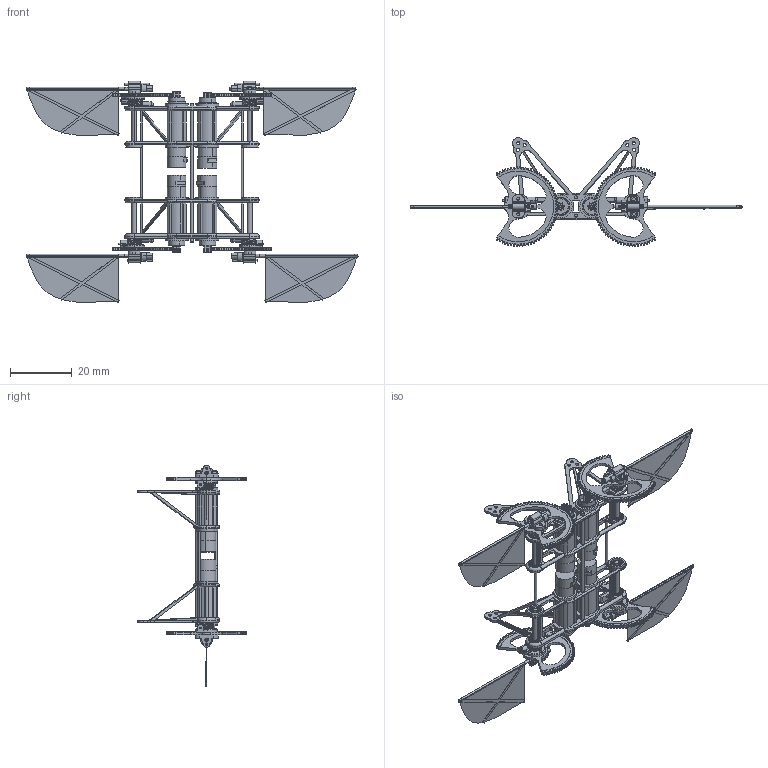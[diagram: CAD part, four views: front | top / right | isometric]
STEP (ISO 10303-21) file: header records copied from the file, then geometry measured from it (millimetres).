
FILE_DESCRIPTION (( 'STEP AP203' ), '1' );
FILE_NAME ('Finned_UniCore.STEP', '2024-12-29T04:05:27', ( '' ), ( '' ), 'SwSTEP 2.0', 'SolidWorks 2023', '' );
FILE_SCHEMA (( 'CONFIG_CONTROL_DESIGN' ));
Length unit declared in the file: millimetre
Products named in the file (21): 0.6mm carbon; finspring connector K137 (reversed); fin0.8mm carbon connection; finspringK137; finwing root connector; finhalf_frame; fin; finwing bar 0.9mm; finwing root; Finned_UniCore; fn-vein; finECX6; finstopper 5deg; fin1.5mm carbon shaft; fin0.3M 7T; findeep groove ball bearings gb_Rolling bearings 618-1.5 GB 276-94; fin84T gear_GB - Spur gear 0.3M 84T 20PA 1FW ---S84A75H50L1.5N; fin1mm carbon connection; finspringK137 (clockwise); screw-1mm; finspring connector K137
Assembly tree (68 placements, depth 2):
  Finned_UniCore
    finhalf_frame  x2
    fin0.3M 7T  x4
    fin1.5mm carbon shaft  x4
    finECX6  x4
    findeep groove ball bearings gb_Rolling bearings 618-1.5 GB 276-94  x8
    finspringK137  x2
    finspring connector K137  x2
    finspring connector K137 (reversed)  x2
    finspringK137 (clockwise)  x2
    finwing root connector  x4
    finwing root  x4
    finwing bar 0.9mm  x4
    fin84T gear_GB - Spur gear 0.3M 84T 20PA 1FW ---S84A75H50L1.5N  x4
    fin1mm carbon connection  x2
    fin0.8mm carbon connection  x2
    finstopper 5deg  x4
    screw-1mm  x2
    0.6mm carbon  x4
    fin  x4
    fn-vein  x4
Bounding box: 107.96 x 35.29 x 72.15 mm (x, y, z)
Volume: 5599.4 mm3; surface area: 15479.1 mm2
Topology: 64 solids, 72 shells, 3228 faces, 10382 edges, 6888 vertices
Faces by surface type: cylinder 1866, plane 642, torus 440, sphere 200, bspline 76, cone 4
Entity records: 38034 total; most frequent: CARTESIAN_POINT 8493, DIRECTION 5764, ORIENTED_EDGE 5499, EDGE_CURVE 2751, AXIS2_PLACEMENT_3D 2357, VERTEX_POINT 1809, CIRCLE 1371, EDGE_LOOP 1063
